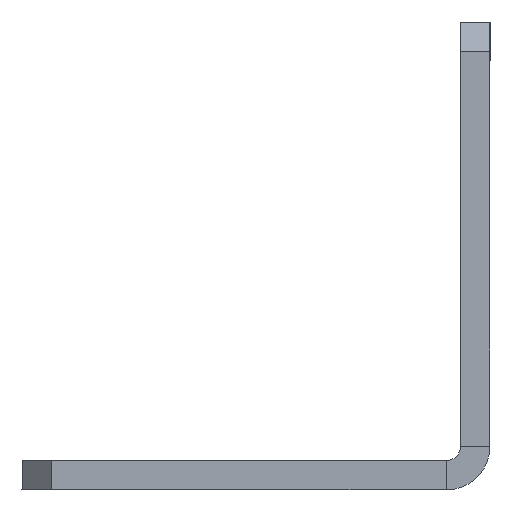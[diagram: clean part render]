
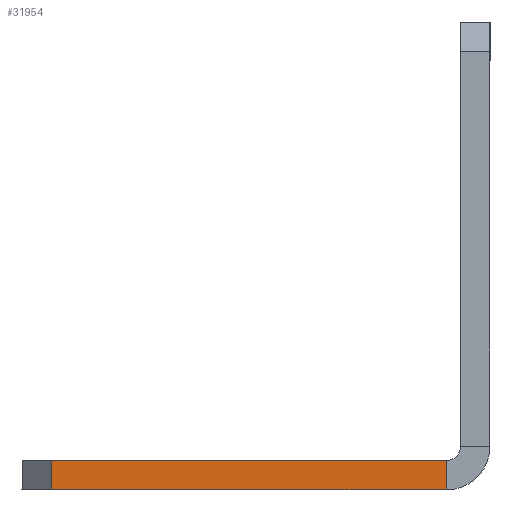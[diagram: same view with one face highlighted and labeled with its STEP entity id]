
A CAD part, left-side view. The second image highlights one B-rep face of the part: STEP entity #31954.
In plain terms, the highlighted planar face has unit normal (-1, 0, 0).
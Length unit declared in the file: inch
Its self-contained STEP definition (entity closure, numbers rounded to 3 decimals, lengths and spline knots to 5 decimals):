
#3934 = CARTESIAN_POINT ( 'NONE',  ( 0., 1.875, 0.125 ) ) ;
#3938 = CARTESIAN_POINT ( 'NONE',  ( 0., 0.187, 0. ) ) ;
#3939 = CARTESIAN_POINT ( 'NONE',  ( 0., 0.187, 0.125 ) ) ;
#3940 = CARTESIAN_POINT ( 'NONE',  ( 0., 1.875, 0. ) ) ;
#16384 = ORIENTED_EDGE ( 'NONE', *, *, #18004, .F. ) ;
#16385 = ORIENTED_EDGE ( 'NONE', *, *, #18003, .T. ) ;
#16386 = ORIENTED_EDGE ( 'NONE', *, *, #18002, .T. ) ;
#16387 = ORIENTED_EDGE ( 'NONE', *, *, #18001, .F. ) ;
#16902 = VERTEX_POINT ( 'NONE', #3934 ) ;
#16906 = VERTEX_POINT ( 'NONE', #3938 ) ;
#16907 = VERTEX_POINT ( 'NONE', #3939 ) ;
#16908 = VERTEX_POINT ( 'NONE', #3940 ) ;
#18001 = EDGE_CURVE ( 'NONE', #16902, #16907, #24450, .T. ) ;
#18002 = EDGE_CURVE ( 'NONE', #16902, #16908, #24446, .T. ) ;
#18003 = EDGE_CURVE ( 'NONE', #16908, #16906, #24452, .T. ) ;
#18004 = EDGE_CURVE ( 'NONE', #16907, #16906, #24456, .T. ) ;
#21319 = CARTESIAN_POINT ( 'NONE',  ( 0., 2., 0.125 ) ) ;
#21321 = PLANE ( 'NONE',  #23808 ) ;
#21324 = DIRECTION ( 'NONE',  ( 1., 0., 0. ) ) ;
#21325 = DIRECTION ( 'NONE',  ( 0., 1., 0. ) ) ;
#22867 = FACE_OUTER_BOUND ( 'NONE', #25174, .T. ) ;
#23140 = CARTESIAN_POINT ( 'NONE',  ( 0., 2., 0. ) ) ;
#23141 = CARTESIAN_POINT ( 'NONE',  ( 0., 1.875, 0.125 ) ) ;
#23145 = CARTESIAN_POINT ( 'NONE',  ( 0., 2., 0.125 ) ) ;
#23147 = DIRECTION ( 'NONE',  ( 0., -1., 0. ) ) ;
#23148 = DIRECTION ( 'NONE',  ( 0., 0., -1. ) ) ;
#23149 = DIRECTION ( 'NONE',  ( 0., -1., 0. ) ) ;
#23150 = CARTESIAN_POINT ( 'NONE',  ( 0., 0.187, 0.125 ) ) ;
#23151 = DIRECTION ( 'NONE',  ( 0., 0., -1. ) ) ;
#23808 = AXIS2_PLACEMENT_3D ( 'NONE', #21319, #21324, #21325 ) ;
#24446 = LINE ( 'NONE', #23141, #24455 ) ;
#24450 = LINE ( 'NONE', #23145, #24453 ) ;
#24452 = LINE ( 'NONE', #23140, #24457 ) ;
#24453 = VECTOR ( 'NONE', #23147, 39.37008 ) ;
#24455 = VECTOR ( 'NONE', #23148, 39.37008 ) ;
#24456 = LINE ( 'NONE', #23150, #24459 ) ;
#24457 = VECTOR ( 'NONE', #23149, 39.37008 ) ;
#24459 = VECTOR ( 'NONE', #23151, 39.37008 ) ;
#25174 = EDGE_LOOP ( 'NONE', ( #16387, #16386, #16385, #16384 ) ) ;
#31954 = ADVANCED_FACE ( 'NONE', ( #22867 ), #21321, .F. ) ;
